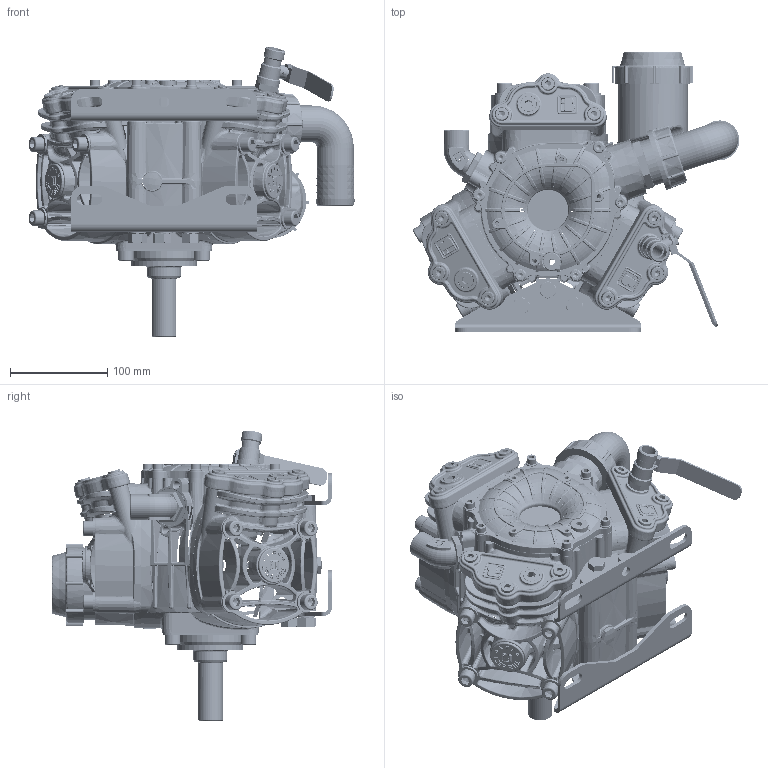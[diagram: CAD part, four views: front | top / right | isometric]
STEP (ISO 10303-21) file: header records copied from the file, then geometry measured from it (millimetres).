
FILE_DESCRIPTION (( 'STEP AP214' ), '1' );
FILE_NAME ('9915-DP503AP-A.STEP', '2022-04-26T14:48:46', ( '' ), ( '' ), 'SwSTEP 2.0', 'SolidWorks 2017', '' );
FILE_SCHEMA (( 'AUTOMOTIVE_DESIGN' ));
Length unit declared in the file: inch
Products named in the file (2): 9915-DP503AP-A
Bounding box: 336.01 x 287.75 x 298.97 mm (x, y, z)
Surface area: 552517.3 mm2 (no closed solid volume)
Topology: 0 solids, 254 shells, 6388 faces, 20589 edges, 13480 vertices
Faces by surface type: bspline 2129, cylinder 1347, plane 1137, torus 933, cone 719, sphere 123
Entity records: 320173 total; most frequent: CARTESIAN_POINT 164513, ORIENTED_EDGE 31914, DIRECTION 28814, EDGE_CURVE 20368, VERTEX_POINT 13465, AXIS2_PLACEMENT_3D 11781, CIRCLE 7520, EDGE_LOOP 6734
